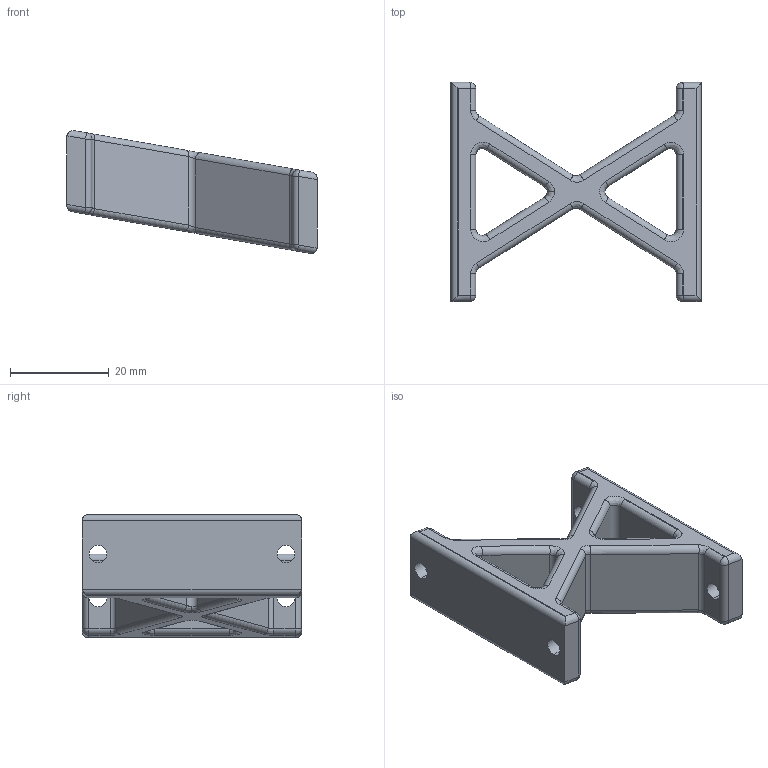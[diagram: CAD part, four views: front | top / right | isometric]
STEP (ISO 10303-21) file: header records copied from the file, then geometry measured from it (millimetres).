
FILE_DESCRIPTION (( 'STEP AP203' ), '1' );
FILE_NAME ('x support.STEP', '2024-04-25T20:11:32', ( '' ), ( '' ), 'SwSTEP 2.0', 'SolidWorks 2023', '' );
FILE_SCHEMA (( 'CONFIG_CONTROL_DESIGN' ));
Length unit declared in the file: inch
Products named in the file (1): x support
Bounding box: 50.8 x 44.45 x 24.92 mm (x, y, z)
Volume: 14707.5 mm3; surface area: 7090.4 mm2
Topology: 1 solids, 1 shells, 126 faces, 307 edges, 175 vertices
Faces by surface type: cylinder 69, bspline 26, plane 22, sphere 9
Entity records: 4122 total; most frequent: CARTESIAN_POINT 1367, ORIENTED_EDGE 598, DIRECTION 535, EDGE_CURVE 299, AXIS2_PLACEMENT_3D 203, VERTEX_POINT 175, EDGE_LOOP 138, LINE 129
